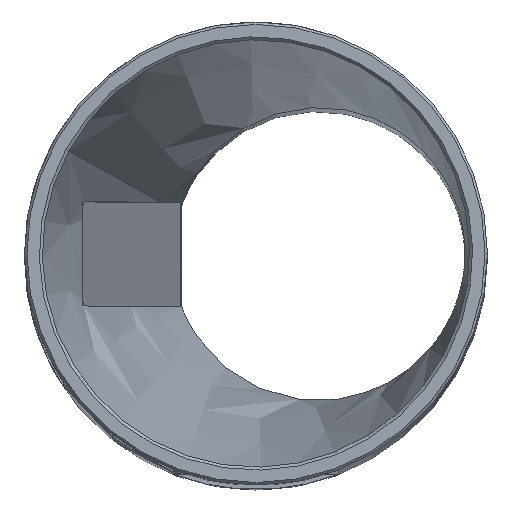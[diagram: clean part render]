
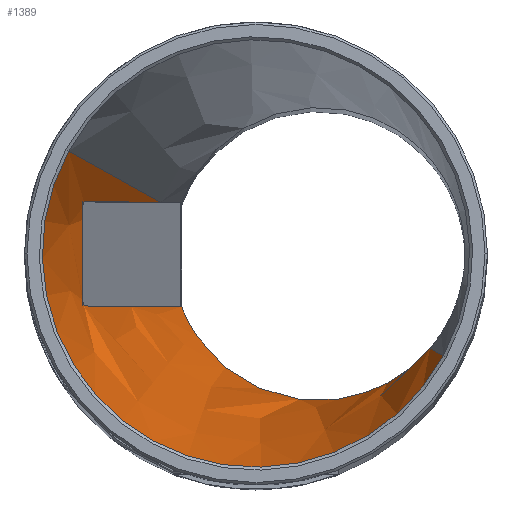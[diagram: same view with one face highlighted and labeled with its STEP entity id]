
A CAD part, top view. The second image highlights one B-rep face of the part: STEP entity #1389.
In plain terms, the highlighted conical face has half-angle 11 degrees and reference radius 9.624 mm.
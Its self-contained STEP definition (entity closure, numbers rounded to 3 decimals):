
#518=CARTESIAN_POINT('Vertex',(-15.5,-10.863,167.863)) ;
#522=CARTESIAN_POINT('Control Point',(36.213,-19.783,282.779)) ;
#523=CARTESIAN_POINT('Control Point',(35.189,-20.986,281.118)) ;
#524=CARTESIAN_POINT('Control Point',(34.14,-22.059,279.402)) ;
#525=CARTESIAN_POINT('Control Point',(33.079,-23.021,277.649)) ;
#526=CARTESIAN_POINT('Control Point',(30.565,-25.059,273.447)) ;
#527=CARTESIAN_POINT('Control Point',(28.036,-26.615,269.108)) ;
#528=CARTESIAN_POINT('Control Point',(26.588,-27.376,266.584)) ;
#529=CARTESIAN_POINT('Control Point',(23.099,-28.932,260.404)) ;
#530=CARTESIAN_POINT('Control Point',(19.688,-29.862,254.109)) ;
#531=CARTESIAN_POINT('Control Point',(17.724,-30.226,250.391)) ;
#532=CARTESIAN_POINT('Control Point',(13.167,-30.707,241.54)) ;
#533=CARTESIAN_POINT('Control Point',(8.86,-30.367,232.614)) ;
#534=CARTESIAN_POINT('Control Point',(6.468,-29.936,227.455)) ;
#535=CARTESIAN_POINT('Control Point',(1.404,-28.51,216.072)) ;
#536=CARTESIAN_POINT('Control Point',(-3.17,-26.089,204.742)) ;
#537=CARTESIAN_POINT('Control Point',(-5.511,-24.486,198.598)) ;
#538=CARTESIAN_POINT('Control Point',(-8.516,-21.896,190.212)) ;
#539=CARTESIAN_POINT('Control Point',(-11.176,-18.648,182.133)) ;
#540=CARTESIAN_POINT('Control Point',(-11.876,-17.707,179.953)) ;
#541=CARTESIAN_POINT('Control Point',(-13.084,-15.907,176.096)) ;
#542=CARTESIAN_POINT('Control Point',(-14.186,-13.885,172.42)) ;
#543=CARTESIAN_POINT('Control Point',(-14.652,-12.937,170.832)) ;
#544=CARTESIAN_POINT('Control Point',(-15.092,-11.933,169.304)) ;
#545=CARTESIAN_POINT('Control Point',(-15.5,-10.863,167.863)) ;
#546=CARTESIAN_POINT('Vertex',(36.213,-19.783,282.779)) ;
#896=CARTESIAN_POINT('Vertex',(-35.809,-10.863,262.999)) ;
#900=CARTESIAN_POINT('Control Point',(-15.5,-10.863,167.863)) ;
#901=CARTESIAN_POINT('Control Point',(-16.256,-10.863,171.048)) ;
#902=CARTESIAN_POINT('Control Point',(-16.998,-10.863,174.24)) ;
#903=CARTESIAN_POINT('Control Point',(-17.73,-10.863,177.436)) ;
#904=CARTESIAN_POINT('Control Point',(-19.75,-10.863,186.374)) ;
#905=CARTESIAN_POINT('Control Point',(-21.712,-10.863,195.34)) ;
#906=CARTESIAN_POINT('Control Point',(-22.952,-10.863,201.084)) ;
#907=CARTESIAN_POINT('Control Point',(-26.33,-10.863,216.916)) ;
#908=CARTESIAN_POINT('Control Point',(-29.628,-10.863,232.774)) ;
#909=CARTESIAN_POINT('Control Point',(-31.695,-10.863,242.808)) ;
#910=CARTESIAN_POINT('Control Point',(-33.758,-10.863,252.902)) ;
#911=CARTESIAN_POINT('Control Point',(-35.809,-10.863,262.999)) ;
#930=CARTESIAN_POINT('Vertex',(-36.167,-9.552,262.93)) ;
#934=CARTESIAN_POINT('Control Point',(-35.809,-10.863,262.999)) ;
#935=CARTESIAN_POINT('Control Point',(-35.885,-10.602,262.985)) ;
#936=CARTESIAN_POINT('Control Point',(-35.959,-10.34,262.97)) ;
#937=CARTESIAN_POINT('Control Point',(-36.03,-10.078,262.956)) ;
#938=CARTESIAN_POINT('Control Point',(-36.1,-9.815,262.943)) ;
#939=CARTESIAN_POINT('Control Point',(-36.167,-9.552,262.93)) ;
#953=CARTESIAN_POINT('Vertex',(-36.167,9.552,262.93)) ;
#960=CARTESIAN_POINT('Vertex',(-35.809,10.863,262.999)) ;
#964=CARTESIAN_POINT('Control Point',(-36.167,9.552,262.93)) ;
#965=CARTESIAN_POINT('Control Point',(-36.1,9.815,262.943)) ;
#966=CARTESIAN_POINT('Control Point',(-36.03,10.078,262.956)) ;
#967=CARTESIAN_POINT('Control Point',(-35.959,10.34,262.97)) ;
#968=CARTESIAN_POINT('Control Point',(-35.885,10.602,262.985)) ;
#969=CARTESIAN_POINT('Control Point',(-35.809,10.863,262.999)) ;
#992=CARTESIAN_POINT('Vertex',(-19.885,10.863,187.056)) ;
#996=CARTESIAN_POINT('Control Point',(-19.885,10.863,187.056)) ;
#997=CARTESIAN_POINT('Control Point',(-21.254,10.863,193.241)) ;
#998=CARTESIAN_POINT('Control Point',(-22.6,10.863,199.437)) ;
#999=CARTESIAN_POINT('Control Point',(-23.925,10.863,205.623)) ;
#1000=CARTESIAN_POINT('Control Point',(-27.143,10.863,220.813)) ;
#1001=CARTESIAN_POINT('Control Point',(-30.297,10.863,236.023)) ;
#1002=CARTESIAN_POINT('Control Point',(-32.141,10.863,244.993)) ;
#1003=CARTESIAN_POINT('Control Point',(-33.98,10.863,253.995)) ;
#1004=CARTESIAN_POINT('Control Point',(-35.809,10.863,262.999)) ;
#1021=CARTESIAN_POINT('Control Point',(-36.167,9.552,262.93)) ;
#1022=CARTESIAN_POINT('Control Point',(-36.167,8.995,262.199)) ;
#1023=CARTESIAN_POINT('Control Point',(-36.167,8.413,261.484)) ;
#1024=CARTESIAN_POINT('Control Point',(-36.167,7.801,260.79)) ;
#1025=CARTESIAN_POINT('Control Point',(-36.167,6.559,259.51)) ;
#1026=CARTESIAN_POINT('Control Point',(-36.167,5.152,258.381)) ;
#1027=CARTESIAN_POINT('Control Point',(-36.167,4.432,257.883)) ;
#1028=CARTESIAN_POINT('Control Point',(-36.167,3.241,257.22)) ;
#1029=CARTESIAN_POINT('Control Point',(-36.167,1.935,256.793)) ;
#1030=CARTESIAN_POINT('Control Point',(-36.167,1.46,256.677)) ;
#1031=CARTESIAN_POINT('Control Point',(-36.167,0.39,256.509)) ;
#1032=CARTESIAN_POINT('Control Point',(-36.167,-0.696,256.547)) ;
#1033=CARTESIAN_POINT('Control Point',(-36.167,-1.285,256.632)) ;
#1034=CARTESIAN_POINT('Control Point',(-36.167,-2.604,256.959)) ;
#1035=CARTESIAN_POINT('Control Point',(-36.167,-3.82,257.537)) ;
#1036=CARTESIAN_POINT('Control Point',(-36.167,-4.469,257.926)) ;
#1037=CARTESIAN_POINT('Control Point',(-36.167,-6.03,259.02)) ;
#1038=CARTESIAN_POINT('Control Point',(-36.167,-7.385,260.327)) ;
#1039=CARTESIAN_POINT('Control Point',(-36.167,-8.151,261.165)) ;
#1040=CARTESIAN_POINT('Control Point',(-36.167,-8.871,262.035)) ;
#1041=CARTESIAN_POINT('Control Point',(-36.167,-9.552,262.93)) ;
#1341=CARTESIAN_POINT('Axis2P3D Location',(0.,0.,120.)) ;
#1350=CARTESIAN_POINT('Vertex',(39.045,-21.33,299.379)) ;
#1352=CARTESIAN_POINT('Vertex',(-39.045,21.33,299.379)) ;
#1355=CARTESIAN_POINT('Line Origine',(-25.521,13.942,220.098)) ;
#1360=CARTESIAN_POINT('Line Origine',(25.521,-13.942,220.098)) ;
#1373=CARTESIAN_POINT('Axis2P3D Location',(0.,0.,299.379)) ;
#1342=DIRECTION('Axis2P3D Direction',(0.,0.,1.)) ;
#1343=DIRECTION('Axis2P3D XDirection',(0.878,-0.479,0.)) ;
#1356=DIRECTION('Vector Direction',(-0.167,0.091,0.982)) ;
#1361=DIRECTION('Vector Direction',(0.167,-0.091,0.982)) ;
#1374=DIRECTION('Axis2P3D Direction',(0.,0.,1.)) ;
#1344=AXIS2_PLACEMENT_3D('Cone Axis2P3D',#1341,#1342,#1343) ;
#1375=AXIS2_PLACEMENT_3D('Circle Axis2P3D',#1373,#1374,$) ;
#1379=ORIENTED_EDGE('',*,*,#1377,.T.) ;
#1380=ORIENTED_EDGE('',*,*,#1364,.F.) ;
#1381=ORIENTED_EDGE('',*,*,#548,.T.) ;
#1382=ORIENTED_EDGE('',*,*,#912,.T.) ;
#1383=ORIENTED_EDGE('',*,*,#940,.T.) ;
#1384=ORIENTED_EDGE('',*,*,#1042,.T.) ;
#1385=ORIENTED_EDGE('',*,*,#970,.T.) ;
#1386=ORIENTED_EDGE('',*,*,#1005,.F.) ;
#1387=ORIENTED_EDGE('',*,*,#1359,.T.) ;
#1357=VECTOR('Line Direction',#1356,1.) ;
#1362=VECTOR('Line Direction',#1361,1.) ;
#1389=ADVANCED_FACE('PartBody',(#1388),#1345,.F.) ;
#521=B_SPLINE_CURVE_WITH_KNOTS('',5,(#522,#523,#524,#525,#526,#527,#528,#529,#530,#531,#532,#533,#534,#535,#536,#537,#538,#539,#540,#541,#542,#543,#544,#545),.UNSPECIFIED.,.F.,.U.,(6,3,3,3,3,3,3,6),(0.,15.253,35.907,65.283,105.423,153.724,171.914,186.451),.UNSPECIFIED.) ;
#899=B_SPLINE_CURVE_WITH_KNOTS('',5,(#900,#901,#902,#903,#904,#905,#906,#907,#908,#909,#910,#911),.UNSPECIFIED.,.F.,.U.,(6,3,3,6),(26.243,49.533,91.214,164.046),.UNSPECIFIED.) ;
#933=B_SPLINE_CURVE_WITH_KNOTS('',5,(#934,#935,#936,#937,#938,#939),.UNSPECIFIED.,.F.,.U.,(6,6),(0.,1.725),.UNSPECIFIED.) ;
#963=B_SPLINE_CURVE_WITH_KNOTS('',5,(#964,#965,#966,#967,#968,#969),.UNSPECIFIED.,.F.,.U.,(6,6),(26.193,27.917),.UNSPECIFIED.) ;
#995=B_SPLINE_CURVE_WITH_KNOTS('',5,(#996,#997,#998,#999,#1000,#1001,#1002,#1003,#1004),.UNSPECIFIED.,.F.,.U.,(6,3,6),(0.,44.871,109.818),.UNSPECIFIED.) ;
#1020=B_SPLINE_CURVE_WITH_KNOTS('',5,(#1021,#1022,#1023,#1024,#1025,#1026,#1027,#1028,#1029,#1030,#1031,#1032,#1033,#1034,#1035,#1036,#1037,#1038,#1039,#1040,#1041),.UNSPECIFIED.,.F.,.U.,(6,3,3,3,3,3,6),(0.,6.272,12.015,15.153,18.948,23.888,31.564),.UNSPECIFIED.) ;
#1376=CIRCLE('generated circle',#1375,44.492) ;
#1345=CONICAL_SURFACE('Cone',#1344,9.624,0.192) ;
#548=EDGE_CURVE('',#547,#519,#521,.T.) ;
#912=EDGE_CURVE('',#519,#897,#899,.T.) ;
#940=EDGE_CURVE('',#897,#931,#933,.T.) ;
#970=EDGE_CURVE('',#954,#961,#963,.T.) ;
#1005=EDGE_CURVE('',#993,#961,#995,.T.) ;
#1042=EDGE_CURVE('',#931,#954,#1020,.F.) ;
#1359=EDGE_CURVE('',#993,#1353,#1358,.T.) ;
#1364=EDGE_CURVE('',#547,#1351,#1363,.T.) ;
#1377=EDGE_CURVE('',#1353,#1351,#1376,.T.) ;
#1378=EDGE_LOOP('',(#1379,#1380,#1381,#1382,#1383,#1384,#1385,#1386,#1387)) ;
#1388=FACE_OUTER_BOUND('',#1378,.T.) ;
#1358=LINE('Line',#1355,#1357) ;
#1363=LINE('Line',#1360,#1362) ;
#519=VERTEX_POINT('',#518) ;
#547=VERTEX_POINT('',#546) ;
#897=VERTEX_POINT('',#896) ;
#931=VERTEX_POINT('',#930) ;
#954=VERTEX_POINT('',#953) ;
#961=VERTEX_POINT('',#960) ;
#993=VERTEX_POINT('',#992) ;
#1351=VERTEX_POINT('',#1350) ;
#1353=VERTEX_POINT('',#1352) ;
